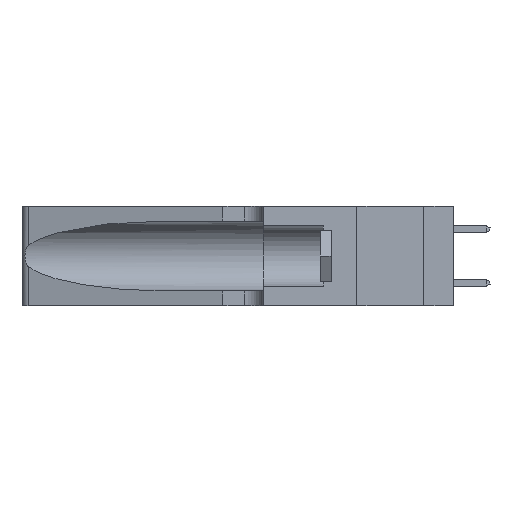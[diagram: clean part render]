
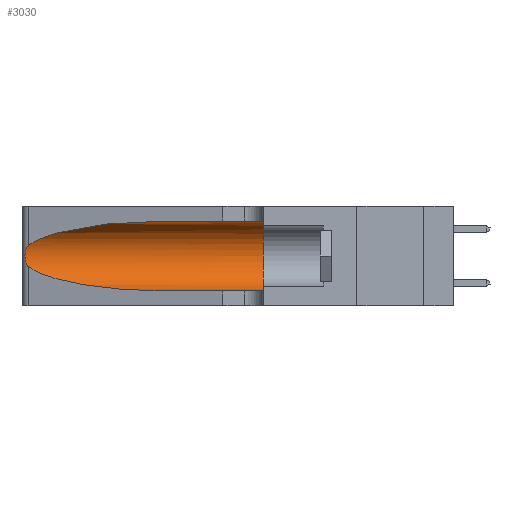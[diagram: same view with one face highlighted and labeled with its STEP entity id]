
A CAD part, left-side view. The second image highlights one B-rep face of the part: STEP entity #3030.
In plain terms, the highlighted cylindrical face has radius 3.308 mm (diameter 6.617 mm), a partial arc.
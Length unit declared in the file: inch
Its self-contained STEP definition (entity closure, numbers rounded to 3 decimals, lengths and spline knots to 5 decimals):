
#142 = CARTESIAN_POINT ( 'NONE',  ( 0.1305, 0.72297, 0.05475 ) ) ;
#288 = CARTESIAN_POINT ( 'NONE',  ( 0.26017, 1.23833, 0.17102 ) ) ;
#314 = LINE ( 'NONE', #3681, #8321 ) ;
#437 = CARTESIAN_POINT ( 'NONE',  ( 0.25789, 1.23486, 0.15765 ) ) ;
#736 = CARTESIAN_POINT ( 'NONE',  ( 0.25487, 1.22718, 0.14631 ) ) ;
#861 = EDGE_CURVE ( 'NONE', #9422, #6717, #1784, .T. ) ;
#1490 = ORIENTED_EDGE ( 'NONE', *, *, #1975, .F. ) ;
#1784 = CIRCLE ( 'NONE', #3806, 0.13025 ) ;
#1812 =( BOUNDED_CURVE ( )  B_SPLINE_CURVE ( 3, ( #21455, #10689, #16118, #142 ),
 .UNSPECIFIED., .F., .T. ) 
 B_SPLINE_CURVE_WITH_KNOTS ( ( 4, 4 ),
 ( 3.44316, 4.71239 ),
 .UNSPECIFIED. ) 
 CURVE ( )  GEOMETRIC_REPRESENTATION_ITEM ( )  RATIONAL_B_SPLINE_CURVE ( ( 1., 0.87, 0.87, 1. ) ) 
 REPRESENTATION_ITEM ( '' )  );
#1975 = EDGE_CURVE ( 'NONE', #6895, #9422, #21442, .T. ) ;
#1976 = CARTESIAN_POINT ( 'NONE',  ( 0.25487, 1.22718, 0.22369 ) ) ;
#2330 = CARTESIAN_POINT ( 'NONE',  ( 0.1305, 0.72297, 0.31525 ) ) ;
#2367 = EDGE_CURVE ( 'NONE', #6895, #11635, #3214, .T. ) ;
#2473 = CARTESIAN_POINT ( 'NONE',  ( 0.25487, 1.22718, 0.22369 ) ) ;
#2528 = EDGE_LOOP ( 'NONE', ( #18251, #16248, #8771, #8279, #19234, #1490 ) ) ;
#2852 = EDGE_CURVE ( 'NONE', #15578, #6717, #314, .T. ) ;
#2962 = DIRECTION ( 'NONE',  ( 0., 0., -1. ) ) ;
#3030 = ADVANCED_FACE ( 'NONE', ( #8851 ), #16677, .F. ) ;
#3214 =( BOUNDED_CURVE ( )  B_SPLINE_CURVE ( 3, ( #3365, #6861, #5147, #12328 ),
 .UNSPECIFIED., .F., .T. ) 
 B_SPLINE_CURVE_WITH_KNOTS ( ( 4, 4 ),
 ( 1.5708, 2.84003 ),
 .UNSPECIFIED. ) 
 CURVE ( )  GEOMETRIC_REPRESENTATION_ITEM ( )  RATIONAL_B_SPLINE_CURVE ( ( 1., 0.87, 0.87, 1. ) ) 
 REPRESENTATION_ITEM ( '' )  );
#3365 = CARTESIAN_POINT ( 'NONE',  ( 0.1305, 0.72297, 0.31525 ) ) ;
#3681 = CARTESIAN_POINT ( 'NONE',  ( 0.1305, 1.61858, 0.05475 ) ) ;
#3806 = AXIS2_PLACEMENT_3D ( 'NONE', #10336, #15615, #8570 ) ;
#3934 = CARTESIAN_POINT ( 'NONE',  ( 0.25487, 1.22718, 0.14631 ) ) ;
#4052 = CARTESIAN_POINT ( 'NONE',  ( 0.25639, 1.23186, 0.15144 ) ) ;
#4069 = AXIS2_PLACEMENT_3D ( 'NONE', #9690, #13565, #2962 ) ;
#5147 = CARTESIAN_POINT ( 'NONE',  ( 0.2373, 1.15595, 0.28018 ) ) ;
#5551 = CARTESIAN_POINT ( 'NONE',  ( 0.26018, 1.23835, 0.19895 ) ) ;
#6717 = VERTEX_POINT ( 'NONE', #21283 ) ;
#6861 = CARTESIAN_POINT ( 'NONE',  ( 0.18966, 0.96281, 0.31525 ) ) ;
#6895 = VERTEX_POINT ( 'NONE', #2330 ) ;
#7010 = CARTESIAN_POINT ( 'NONE',  ( 0.1305, 0.72297, 0.05475 ) ) ;
#7304 = CARTESIAN_POINT ( 'NONE',  ( 0.26075, 1.23896, 0.178 ) ) ;
#8279 = ORIENTED_EDGE ( 'NONE', *, *, #2852, .T. ) ;
#8321 = VECTOR ( 'NONE', #12446, 39.37008 ) ;
#8570 = DIRECTION ( 'NONE',  ( 0., 0., 1. ) ) ;
#8771 = ORIENTED_EDGE ( 'NONE', *, *, #17718, .T. ) ;
#8851 = FACE_OUTER_BOUND ( 'NONE', #2528, .T. ) ;
#8927 = CARTESIAN_POINT ( 'NONE',  ( 0.25555, 1.22994, 0.2215 ) ) ;
#9422 = VERTEX_POINT ( 'NONE', #13409 ) ;
#9690 = CARTESIAN_POINT ( 'NONE',  ( 0.1305, 1.61858, 0.185 ) ) ;
#10336 = CARTESIAN_POINT ( 'NONE',  ( 0.1305, 0.35, 0.185 ) ) ;
#10614 = CARTESIAN_POINT ( 'NONE',  ( 0.25639, 1.23184, 0.21858 ) ) ;
#10689 = CARTESIAN_POINT ( 'NONE',  ( 0.2373, 1.15595, 0.08982 ) ) ;
#11635 = VERTEX_POINT ( 'NONE', #2473 ) ;
#12328 = CARTESIAN_POINT ( 'NONE',  ( 0.25487, 1.22718, 0.22369 ) ) ;
#12446 = DIRECTION ( 'NONE',  ( 0., -1., 0. ) ) ;
#12480 = CARTESIAN_POINT ( 'NONE',  ( 0.25787, 1.23484, 0.2124 ) ) ;
#13409 = CARTESIAN_POINT ( 'NONE',  ( 0.1305, 0.35, 0.31525 ) ) ;
#13565 = DIRECTION ( 'NONE',  ( 0., -1., 0. ) ) ;
#13744 = EDGE_CURVE ( 'NONE', #11635, #17444, #18302, .T. ) ;
#13992 = CARTESIAN_POINT ( 'NONE',  ( 0.1305, 1.61858, 0.31525 ) ) ;
#14464 = CARTESIAN_POINT ( 'NONE',  ( 0.25856, 1.23593, 0.16098 ) ) ;
#15578 = VERTEX_POINT ( 'NONE', #7010 ) ;
#15615 = DIRECTION ( 'NONE',  ( 0., 1., 0. ) ) ;
#16118 = CARTESIAN_POINT ( 'NONE',  ( 0.18966, 0.96281, 0.05475 ) ) ;
#16188 = CARTESIAN_POINT ( 'NONE',  ( 0.25854, 1.2359, 0.20912 ) ) ;
#16248 = ORIENTED_EDGE ( 'NONE', *, *, #13744, .T. ) ;
#16496 = CARTESIAN_POINT ( 'NONE',  ( 0.25555, 1.22993, 0.14849 ) ) ;
#16677 = CYLINDRICAL_SURFACE ( 'NONE', #4069, 0.13025 ) ;
#17444 = VERTEX_POINT ( 'NONE', #3934 ) ;
#17600 = DIRECTION ( 'NONE',  ( 0., -1., 0. ) ) ;
#17718 = EDGE_CURVE ( 'NONE', #17444, #15578, #1812, .T. ) ;
#17965 = CARTESIAN_POINT ( 'NONE',  ( 0.26075, 1.23896, 0.19203 ) ) ;
#18251 = ORIENTED_EDGE ( 'NONE', *, *, #2367, .T. ) ;
#18302 = B_SPLINE_CURVE_WITH_KNOTS ( 'NONE', 3,
 ( #1976, #8927, #10614, #12480, #16188, #5551, #17965, #7304, #288, #14464, #437, #4052, #16496, #736 ),
 .UNSPECIFIED., .F., .F.,
 ( 4, 2, 2, 2, 2, 2, 4 ),
 ( 0., 0.00027, 0.00053, 0.00107, 0.0016, 0.00187, 0.00214 ),
 .UNSPECIFIED. ) ;
#19234 = ORIENTED_EDGE ( 'NONE', *, *, #861, .F. ) ;
#20900 = VECTOR ( 'NONE', #17600, 39.37008 ) ;
#21283 = CARTESIAN_POINT ( 'NONE',  ( 0.1305, 0.35, 0.05475 ) ) ;
#21442 = LINE ( 'NONE', #13992, #20900 ) ;
#21455 = CARTESIAN_POINT ( 'NONE',  ( 0.25487, 1.22718, 0.14631 ) ) ;
